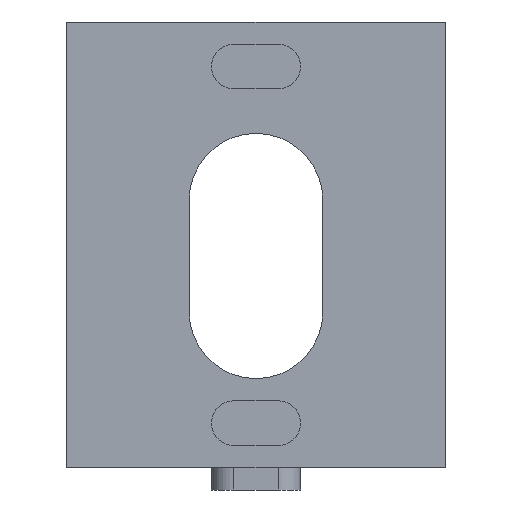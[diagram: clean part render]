
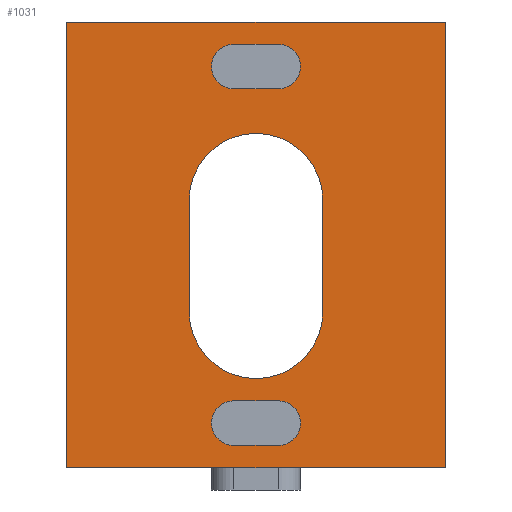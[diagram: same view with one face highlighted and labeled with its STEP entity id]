
A CAD part, front view. The second image highlights one B-rep face of the part: STEP entity #1031.
In plain terms, the highlighted planar face has unit normal (0, -1, 0).
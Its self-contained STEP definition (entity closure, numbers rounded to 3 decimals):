
#5 = AXIS2_PLACEMENT_3D ( 'NONE', #29, #515, #284 ) ;
#9 = ORIENTED_EDGE ( 'NONE', *, *, #971, .F. ) ;
#14 = AXIS2_PLACEMENT_3D ( 'NONE', #927, #129, #338 ) ;
#15 = VERTEX_POINT ( 'NONE', #1229 ) ;
#17 = VECTOR ( 'NONE', #433, 1000. ) ;
#29 = CARTESIAN_POINT ( 'NONE',  ( 1., -10., 2. ) ) ;
#35 = VERTEX_POINT ( 'NONE', #1132 ) ;
#57 = ORIENTED_EDGE ( 'NONE', *, *, #929, .F. ) ;
#59 = CARTESIAN_POINT ( 'NONE',  ( 1., -10., 1. ) ) ;
#82 = CARTESIAN_POINT ( 'NONE',  ( -3., -10., 12. ) ) ;
#90 = CARTESIAN_POINT ( 'NONE',  ( -1., -10., 17. ) ) ;
#91 = AXIS2_PLACEMENT_3D ( 'NONE', #435, #1200, #1021 ) ;
#93 = VECTOR ( 'NONE', #1064, 1000. ) ;
#108 = EDGE_LOOP ( 'NONE', ( #193, #57, #1237, #362 ) ) ;
#129 = DIRECTION ( 'NONE',  ( 0., 1., 0. ) ) ;
#134 = CIRCLE ( 'NONE', #540, 3. ) ;
#146 = CARTESIAN_POINT ( 'NONE',  ( 0., -10., 7. ) ) ;
#168 = ORIENTED_EDGE ( 'NONE', *, *, #450, .F. ) ;
#177 = CARTESIAN_POINT ( 'NONE',  ( -8.5, -10., 0. ) ) ;
#193 = ORIENTED_EDGE ( 'NONE', *, *, #326, .F. ) ;
#206 = EDGE_CURVE ( 'NONE', #1157, #1244, #723, .T. ) ;
#207 = EDGE_CURVE ( 'NONE', #223, #977, #246, .T. ) ;
#209 = VERTEX_POINT ( 'NONE', #935 ) ;
#210 = CARTESIAN_POINT ( 'NONE',  ( 1., -10., 17. ) ) ;
#220 = VERTEX_POINT ( 'NONE', #59 ) ;
#223 = VERTEX_POINT ( 'NONE', #745 ) ;
#232 = FACE_BOUND ( 'NONE', #879, .T. ) ;
#243 = CARTESIAN_POINT ( 'NONE',  ( 8.5, -10., 20. ) ) ;
#244 = LINE ( 'NONE', #90, #488 ) ;
#246 = LINE ( 'NONE', #82, #976 ) ;
#268 = VERTEX_POINT ( 'NONE', #1026 ) ;
#269 = FACE_BOUND ( 'NONE', #108, .T. ) ;
#274 = CARTESIAN_POINT ( 'NONE',  ( -1., -10., 19. ) ) ;
#284 = DIRECTION ( 'NONE',  ( 0., 0., -1. ) ) ;
#287 = DIRECTION ( 'NONE',  ( 0., 0., -1. ) ) ;
#294 = DIRECTION ( 'NONE',  ( 0., -1., 0. ) ) ;
#299 = VECTOR ( 'NONE', #639, 1000. ) ;
#306 = CARTESIAN_POINT ( 'NONE',  ( -1., -10., 1. ) ) ;
#307 = EDGE_CURVE ( 'NONE', #500, #712, #341, .T. ) ;
#319 = CARTESIAN_POINT ( 'NONE',  ( -8.5, -10., 0. ) ) ;
#321 = CARTESIAN_POINT ( 'NONE',  ( -1., -10., 3. ) ) ;
#326 = EDGE_CURVE ( 'NONE', #268, #35, #864, .T. ) ;
#334 = DIRECTION ( 'NONE',  ( 1., 0., 0. ) ) ;
#338 = DIRECTION ( 'NONE',  ( 0., 0., 1. ) ) ;
#340 = LINE ( 'NONE', #737, #826 ) ;
#341 = CIRCLE ( 'NONE', #357, 1. ) ;
#348 = VECTOR ( 'NONE', #861, 1000. ) ;
#352 = CARTESIAN_POINT ( 'NONE',  ( -1., -10., 2. ) ) ;
#357 = AXIS2_PLACEMENT_3D ( 'NONE', #352, #454, #542 ) ;
#359 = CARTESIAN_POINT ( 'NONE',  ( 8.5, -10., 0. ) ) ;
#362 = ORIENTED_EDGE ( 'NONE', *, *, #767, .F. ) ;
#363 = CARTESIAN_POINT ( 'NONE',  ( -1., -10., 18. ) ) ;
#365 = DIRECTION ( 'NONE',  ( 0., 0., -1. ) ) ;
#378 = AXIS2_PLACEMENT_3D ( 'NONE', #868, #294, #383 ) ;
#379 = ORIENTED_EDGE ( 'NONE', *, *, #786, .F. ) ;
#383 = DIRECTION ( 'NONE',  ( 0., 0., 1. ) ) ;
#401 = ORIENTED_EDGE ( 'NONE', *, *, #497, .T. ) ;
#428 = EDGE_CURVE ( 'NONE', #220, #15, #1107, .T. ) ;
#430 = CARTESIAN_POINT ( 'NONE',  ( -3., -10., 7. ) ) ;
#433 = DIRECTION ( 'NONE',  ( 0., 0., -1. ) ) ;
#435 = CARTESIAN_POINT ( 'NONE',  ( 1., -10., 18. ) ) ;
#438 = CARTESIAN_POINT ( 'NONE',  ( -8.5, -10., 20. ) ) ;
#448 = CIRCLE ( 'NONE', #91, 1. ) ;
#450 = EDGE_CURVE ( 'NONE', #712, #220, #340, .T. ) ;
#454 = DIRECTION ( 'NONE',  ( 0., -1., 0. ) ) ;
#461 = VECTOR ( 'NONE', #287, 1000. ) ;
#471 = DIRECTION ( 'NONE',  ( 1., 0., 0. ) ) ;
#480 = EDGE_CURVE ( 'NONE', #589, #498, #798, .T. ) ;
#482 = FACE_BOUND ( 'NONE', #694, .T. ) ;
#486 = CARTESIAN_POINT ( 'NONE',  ( 3., -10., 12. ) ) ;
#488 = VECTOR ( 'NONE', #569, 1000. ) ;
#491 = VERTEX_POINT ( 'NONE', #1204 ) ;
#497 = EDGE_CURVE ( 'NONE', #498, #1244, #600, .T. ) ;
#498 = VERTEX_POINT ( 'NONE', #319 ) ;
#500 = VERTEX_POINT ( 'NONE', #636 ) ;
#507 = FACE_OUTER_BOUND ( 'NONE', #1226, .T. ) ;
#515 = DIRECTION ( 'NONE',  ( 0., -1., 0. ) ) ;
#525 = DIRECTION ( 'NONE',  ( 0., -1., 0. ) ) ;
#530 = ORIENTED_EDGE ( 'NONE', *, *, #1149, .F. ) ;
#533 = DIRECTION ( 'NONE',  ( 0., 0., -1. ) ) ;
#540 = AXIS2_PLACEMENT_3D ( 'NONE', #146, #525, #1102 ) ;
#542 = DIRECTION ( 'NONE',  ( 0., 0., -1. ) ) ;
#549 = CARTESIAN_POINT ( 'NONE',  ( -8.5, -10., 20. ) ) ;
#569 = DIRECTION ( 'NONE',  ( 1., 0., 0. ) ) ;
#588 = LINE ( 'NONE', #549, #1066 ) ;
#589 = VERTEX_POINT ( 'NONE', #438 ) ;
#600 = LINE ( 'NONE', #177, #774 ) ;
#636 = CARTESIAN_POINT ( 'NONE',  ( -1., -10., 3. ) ) ;
#639 = DIRECTION ( 'NONE',  ( -1., 0., 0. ) ) ;
#653 = ORIENTED_EDGE ( 'NONE', *, *, #936, .F. ) ;
#666 = VERTEX_POINT ( 'NONE', #210 ) ;
#692 = AXIS2_PLACEMENT_3D ( 'NONE', #363, #751, #365 ) ;
#694 = EDGE_LOOP ( 'NONE', ( #1180, #9, #892, #168 ) ) ;
#699 = ORIENTED_EDGE ( 'NONE', *, *, #207, .F. ) ;
#712 = VERTEX_POINT ( 'NONE', #306 ) ;
#720 = CIRCLE ( 'NONE', #378, 3. ) ;
#721 = ORIENTED_EDGE ( 'NONE', *, *, #480, .T. ) ;
#723 = LINE ( 'NONE', #1121, #461 ) ;
#737 = CARTESIAN_POINT ( 'NONE',  ( -1., -10., 1. ) ) ;
#745 = CARTESIAN_POINT ( 'NONE',  ( -3., -10., 12. ) ) ;
#751 = DIRECTION ( 'NONE',  ( 0., -1., 0. ) ) ;
#767 = EDGE_CURVE ( 'NONE', #35, #666, #244, .T. ) ;
#774 = VECTOR ( 'NONE', #1123, 1000. ) ;
#785 = ORIENTED_EDGE ( 'NONE', *, *, #206, .F. ) ;
#786 = EDGE_CURVE ( 'NONE', #1050, #223, #720, .T. ) ;
#798 = LINE ( 'NONE', #1030, #17 ) ;
#801 = LINE ( 'NONE', #321, #299 ) ;
#826 = VECTOR ( 'NONE', #334, 1000. ) ;
#833 = LINE ( 'NONE', #486, #93 ) ;
#861 = DIRECTION ( 'NONE',  ( -1., 0., 0. ) ) ;
#864 = CIRCLE ( 'NONE', #692, 1. ) ;
#868 = CARTESIAN_POINT ( 'NONE',  ( 0., -10., 12. ) ) ;
#879 = EDGE_LOOP ( 'NONE', ( #699, #379, #653, #530 ) ) ;
#892 = ORIENTED_EDGE ( 'NONE', *, *, #428, .F. ) ;
#893 = LINE ( 'NONE', #274, #348 ) ;
#927 = CARTESIAN_POINT ( 'NONE',  ( -8.5, -10., 20. ) ) ;
#929 = EDGE_CURVE ( 'NONE', #491, #268, #893, .T. ) ;
#935 = CARTESIAN_POINT ( 'NONE',  ( 3., -10., 7. ) ) ;
#936 = EDGE_CURVE ( 'NONE', #209, #1050, #833, .T. ) ;
#971 = EDGE_CURVE ( 'NONE', #15, #500, #801, .T. ) ;
#976 = VECTOR ( 'NONE', #533, 1000. ) ;
#977 = VERTEX_POINT ( 'NONE', #430 ) ;
#1012 = PLANE ( 'NONE',  #14 ) ;
#1021 = DIRECTION ( 'NONE',  ( 0., 0., -1. ) ) ;
#1026 = CARTESIAN_POINT ( 'NONE',  ( -1., -10., 19. ) ) ;
#1030 = CARTESIAN_POINT ( 'NONE',  ( -8.5, -10., 20. ) ) ;
#1031 = ADVANCED_FACE ( 'NONE', ( #269, #232, #507, #482 ), #1012, .F. ) ;
#1041 = EDGE_CURVE ( 'NONE', #666, #491, #448, .T. ) ;
#1050 = VERTEX_POINT ( 'NONE', #1212 ) ;
#1064 = DIRECTION ( 'NONE',  ( 0., 0., 1. ) ) ;
#1066 = VECTOR ( 'NONE', #471, 1000. ) ;
#1102 = DIRECTION ( 'NONE',  ( 0., 0., 1. ) ) ;
#1107 = CIRCLE ( 'NONE', #5, 1. ) ;
#1121 = CARTESIAN_POINT ( 'NONE',  ( 8.5, -10., 20. ) ) ;
#1123 = DIRECTION ( 'NONE',  ( 1., 0., 0. ) ) ;
#1132 = CARTESIAN_POINT ( 'NONE',  ( -1., -10., 17. ) ) ;
#1147 = ORIENTED_EDGE ( 'NONE', *, *, #1174, .F. ) ;
#1149 = EDGE_CURVE ( 'NONE', #977, #209, #134, .T. ) ;
#1157 = VERTEX_POINT ( 'NONE', #243 ) ;
#1174 = EDGE_CURVE ( 'NONE', #589, #1157, #588, .T. ) ;
#1180 = ORIENTED_EDGE ( 'NONE', *, *, #307, .F. ) ;
#1200 = DIRECTION ( 'NONE',  ( 0., -1., 0. ) ) ;
#1204 = CARTESIAN_POINT ( 'NONE',  ( 1., -10., 19. ) ) ;
#1212 = CARTESIAN_POINT ( 'NONE',  ( 3., -10., 12. ) ) ;
#1226 = EDGE_LOOP ( 'NONE', ( #401, #785, #1147, #721 ) ) ;
#1229 = CARTESIAN_POINT ( 'NONE',  ( 1., -10., 3. ) ) ;
#1237 = ORIENTED_EDGE ( 'NONE', *, *, #1041, .F. ) ;
#1244 = VERTEX_POINT ( 'NONE', #359 ) ;
